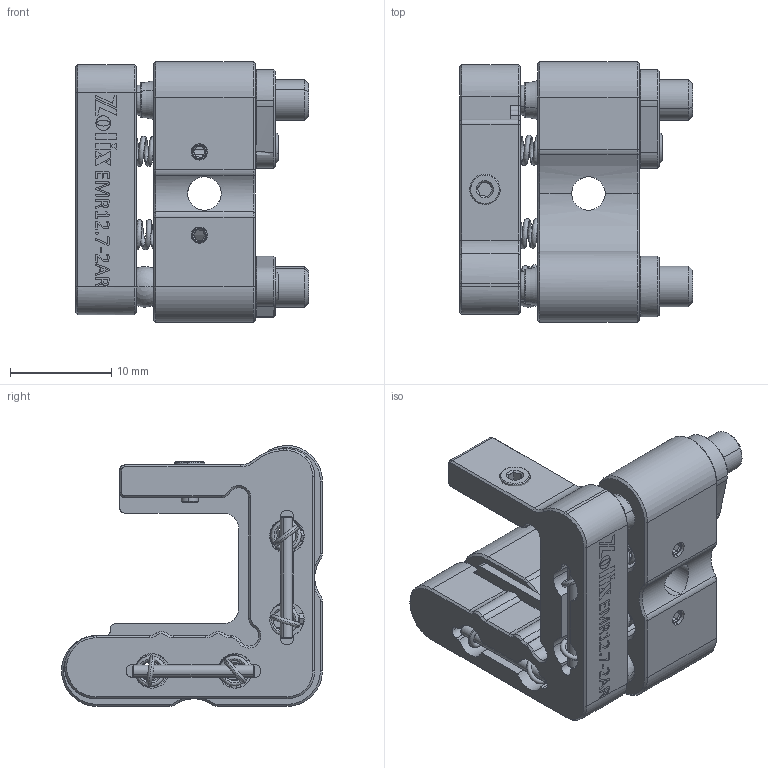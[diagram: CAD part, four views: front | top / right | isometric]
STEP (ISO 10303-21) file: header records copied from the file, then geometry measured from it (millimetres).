
FILE_DESCRIPTION (( 'STEP AP203' ), '1' );
FILE_NAME ('EMR12.7-2AR.STEP', '2025-06-23T01:52:26', ( '' ), ( '' ), 'SwSTEP 2.0', 'SolidWorks 2020', '' );
FILE_SCHEMA (( 'CONFIG_CONTROL_DESIGN' ));
Length unit declared in the file: millimetre
Products named in the file (1): EMR12.7-2AR
Bounding box: 22.99 x 25.7 x 25.7 mm (x, y, z)
Surface area: 4882.4 mm2 (no closed solid volume)
Topology: 0 solids, 28 shells, 521 faces, 1624 edges, 1121 vertices
Faces by surface type: plane 184, cone 157, cylinder 122, torus 32, bspline 14, sphere 12
Entity records: 28925 total; most frequent: CARTESIAN_POINT 17268, ORIENTED_EDGE 2998, EDGE_CURVE 1608, B_SPLINE_CURVE_WITH_KNOTS 1341, DIRECTION 1273, VERTEX_POINT 1121, EDGE_LOOP 591, ADVANCED_FACE 521
